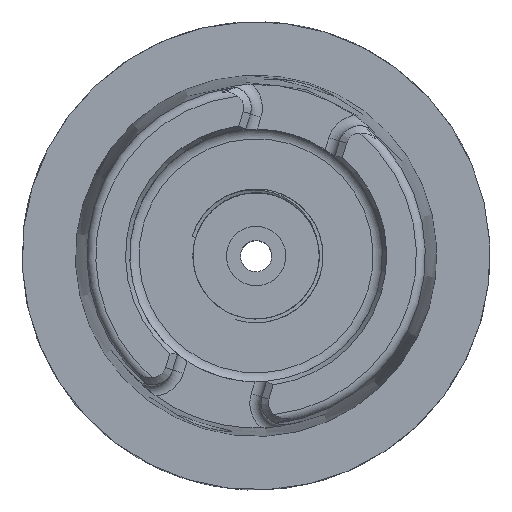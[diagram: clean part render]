
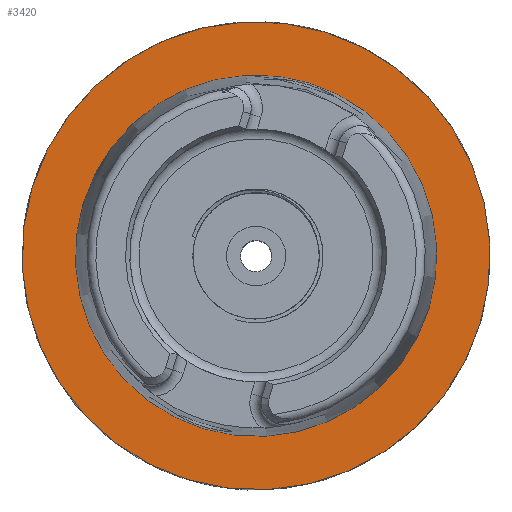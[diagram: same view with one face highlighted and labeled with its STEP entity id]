
A CAD part, top view. The second image highlights one B-rep face of the part: STEP entity #3420.
In plain terms, the highlighted planar face has unit normal (0, 0, 1).
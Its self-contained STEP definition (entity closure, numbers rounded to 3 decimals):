
#868=ORIENTED_EDGE('',*,*,#1443,.F.);
#869=ORIENTED_EDGE('',*,*,#1444,.F.);
#1443=EDGE_CURVE('',#1729,#1729,#1862,.T.);
#1444=EDGE_CURVE('',#1730,#1730,#1863,.T.);
#1729=VERTEX_POINT('',#6560);
#1730=VERTEX_POINT('',#6562);
#1862=CIRCLE('',#3649,24.321);
#1863=CIRCLE('',#3650,31.5);
#1994=EDGE_LOOP('',(#868));
#1995=EDGE_LOOP('',(#869));
#2197=FACE_BOUND('',#1994,.T.);
#2198=FACE_BOUND('',#1995,.T.);
#2356=PLANE('',#3648);
#3420=ADVANCED_FACE('',(#2197,#2198),#2356,.F.);
#3648=AXIS2_PLACEMENT_3D('',#6558,#4173,#4174);
#3649=AXIS2_PLACEMENT_3D('',#6559,#4175,#4176);
#3650=AXIS2_PLACEMENT_3D('',#6561,#4177,#4178);
#4173=DIRECTION('',(0.,0.,-1.));
#4174=DIRECTION('',(-0.957,0.29,0.));
#4175=DIRECTION('',(0.,0.,1.));
#4176=DIRECTION('',(-0.29,-0.957,0.));
#4177=DIRECTION('',(0.,0.,-1.));
#4178=DIRECTION('',(0.29,0.957,0.));
#6558=CARTESIAN_POINT('',(-26.709,8.1,0.));
#6559=CARTESIAN_POINT('',(0.,0.,0.));
#6560=CARTESIAN_POINT('',(-7.058,-23.274,0.));
#6561=CARTESIAN_POINT('',(0.,0.,0.));
#6562=CARTESIAN_POINT('',(9.142,30.144,0.));
